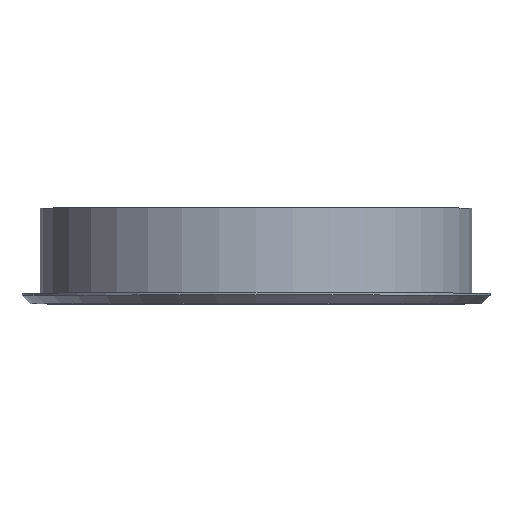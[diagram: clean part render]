
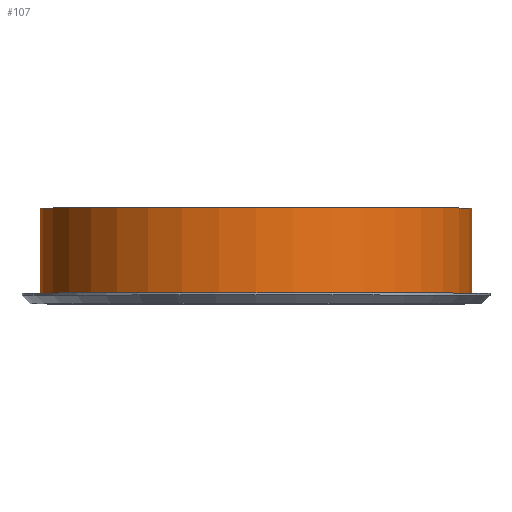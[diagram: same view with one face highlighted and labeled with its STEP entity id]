
A CAD part, top view. The second image highlights one B-rep face of the part: STEP entity #107.
In plain terms, the highlighted cylindrical face has radius 64.453 mm (diameter 128.905 mm), a full revolution.
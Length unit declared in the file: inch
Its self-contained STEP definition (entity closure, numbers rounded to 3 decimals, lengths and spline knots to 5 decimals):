
#23=CYLINDRICAL_SURFACE('',#143,2.5375);
#29=FACE_OUTER_BOUND('',#38,.T.);
#38=EDGE_LOOP('',(#95,#96,#97,#98));
#44=LINE('',#208,#48);
#48=VECTOR('',#179,2.5375);
#54=CIRCLE('',#140,2.5375);
#56=CIRCLE('',#144,2.5375);
#62=VERTEX_POINT('',#199);
#64=VERTEX_POINT('',#206);
#72=EDGE_CURVE('',#62,#62,#54,.T.);
#75=EDGE_CURVE('',#64,#64,#56,.T.);
#76=EDGE_CURVE('',#64,#62,#44,.T.);
#95=ORIENTED_EDGE('',*,*,#75,.F.);
#96=ORIENTED_EDGE('',*,*,#76,.T.);
#97=ORIENTED_EDGE('',*,*,#72,.T.);
#98=ORIENTED_EDGE('',*,*,#76,.F.);
#107=ADVANCED_FACE('',(#29),#23,.T.);
#140=AXIS2_PLACEMENT_3D('',#200,#168,#169);
#143=AXIS2_PLACEMENT_3D('',#205,#175,#176);
#144=AXIS2_PLACEMENT_3D('',#207,#177,#178);
#168=DIRECTION('center_axis',(0.,1.,0.));
#169=DIRECTION('ref_axis',(-1.,0.,0.));
#175=DIRECTION('center_axis',(0.,1.,0.));
#176=DIRECTION('ref_axis',(-1.,0.,0.));
#177=DIRECTION('center_axis',(0.,1.,0.));
#178=DIRECTION('ref_axis',(-1.,0.,0.));
#179=DIRECTION('',(0.,-1.,0.));
#199=CARTESIAN_POINT('',(2.5375,0.125,0.));
#200=CARTESIAN_POINT('Origin',(0.,0.125,0.));
#205=CARTESIAN_POINT('Origin',(0.,0.,0.));
#206=CARTESIAN_POINT('',(2.5375,1.125,0.));
#207=CARTESIAN_POINT('Origin',(0.,1.125,0.));
#208=CARTESIAN_POINT('',(2.5375,0.,0.));
